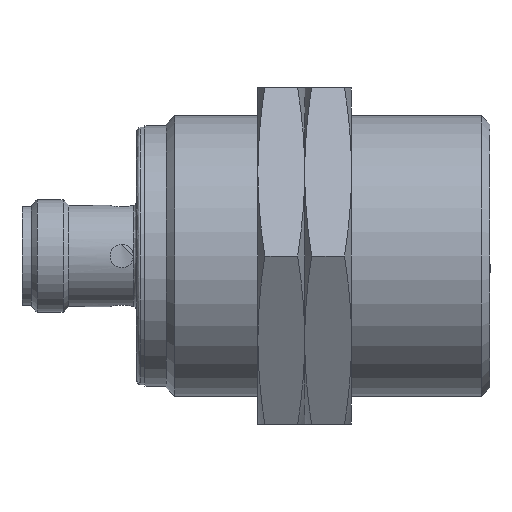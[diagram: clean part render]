
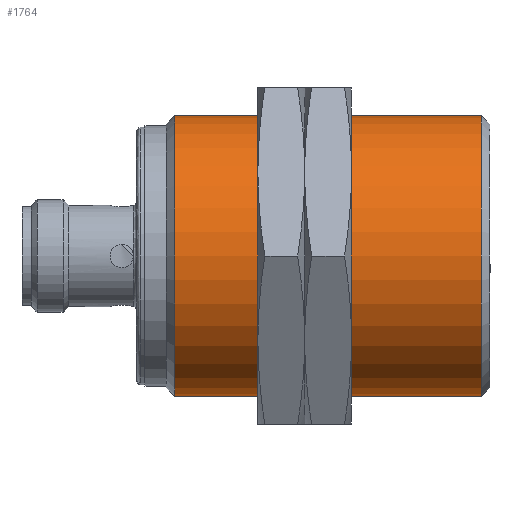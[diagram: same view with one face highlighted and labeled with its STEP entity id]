
A CAD part, front view. The second image highlights one B-rep face of the part: STEP entity #1764.
In plain terms, the highlighted cylindrical face has radius 15 mm (diameter 30 mm), a full revolution.
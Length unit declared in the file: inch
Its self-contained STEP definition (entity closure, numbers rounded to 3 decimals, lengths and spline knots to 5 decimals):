
#13 = EDGE_CURVE ( 'NONE', #1155, #1155, #2663, .T. ) ;
#21 = DIRECTION ( 'NONE',  ( -1., 0., 0. ) ) ;
#116 = ORIENTED_EDGE ( 'NONE', *, *, #13, .T. ) ;
#148 = FACE_OUTER_BOUND ( 'NONE', #2189, .T. ) ;
#313 = AXIS2_PLACEMENT_3D ( 'NONE', #1071, #21, #2151 ) ;
#455 = CIRCLE ( 'NONE', #313, 0.59055 ) ;
#529 = CARTESIAN_POINT ( 'NONE',  ( 0.64252, 0., 0.59055 ) ) ;
#767 = DIRECTION ( 'NONE',  ( 0., 0., 1. ) ) ;
#920 = ORIENTED_EDGE ( 'NONE', *, *, #1938, .T. ) ;
#982 = CARTESIAN_POINT ( 'NONE',  ( 1.9685, 0., 0. ) ) ;
#997 = DIRECTION ( 'NONE',  ( 1., 0., 0. ) ) ;
#1032 = AXIS2_PLACEMENT_3D ( 'NONE', #982, #1830, #767 ) ;
#1071 = CARTESIAN_POINT ( 'NONE',  ( 1.93228, 0., 0. ) ) ;
#1155 = VERTEX_POINT ( 'NONE', #529 ) ;
#1446 = CARTESIAN_POINT ( 'NONE',  ( 0.64252, 0., 0. ) ) ;
#1567 = EDGE_LOOP ( 'NONE', ( #920 ) ) ;
#1764 = ADVANCED_FACE ( 'NONE', ( #148, #2686 ), #2243, .T. ) ;
#1830 = DIRECTION ( 'NONE',  ( -1., 0., 0. ) ) ;
#1878 = AXIS2_PLACEMENT_3D ( 'NONE', #1446, #997, #2301 ) ;
#1938 = EDGE_CURVE ( 'NONE', #2738, #2738, #455, .T. ) ;
#2151 = DIRECTION ( 'NONE',  ( 0., 0., 1. ) ) ;
#2189 = EDGE_LOOP ( 'NONE', ( #116 ) ) ;
#2243 = CYLINDRICAL_SURFACE ( 'NONE', #1032, 0.59055 ) ;
#2301 = DIRECTION ( 'NONE',  ( 0., 0., 1. ) ) ;
#2516 = CARTESIAN_POINT ( 'NONE',  ( 1.93228, 0., 0.59055 ) ) ;
#2663 = CIRCLE ( 'NONE', #1878, 0.59055 ) ;
#2686 = FACE_OUTER_BOUND ( 'NONE', #1567, .T. ) ;
#2738 = VERTEX_POINT ( 'NONE', #2516 ) ;
